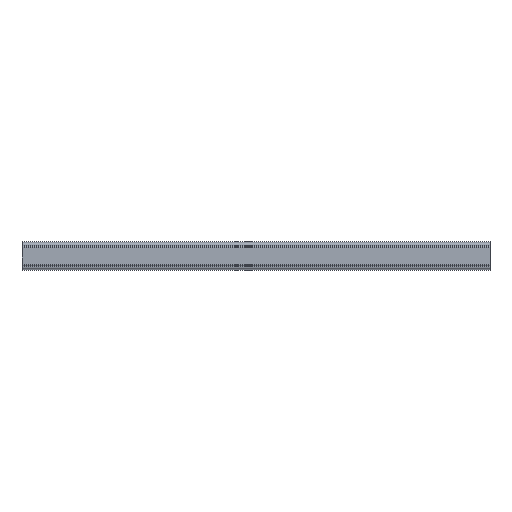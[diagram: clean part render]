
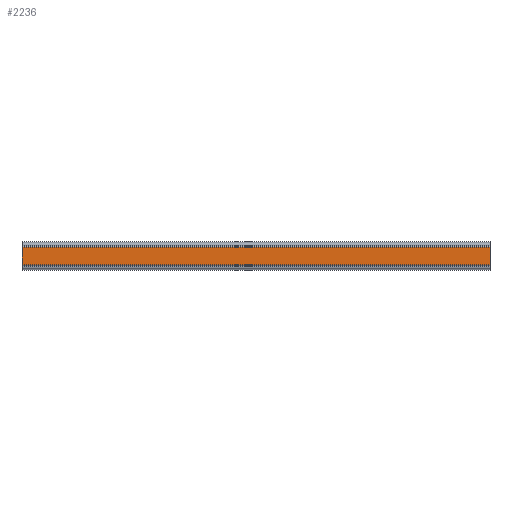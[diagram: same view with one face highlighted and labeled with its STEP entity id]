
A CAD part, top view. The second image highlights one B-rep face of the part: STEP entity #2236.
In plain terms, the highlighted planar face has unit normal (0, 0, 1).
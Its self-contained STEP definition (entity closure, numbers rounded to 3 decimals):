
#2223=AXIS2_PLACEMENT_3D('Plane Axis2P3D',#2220,#2221,#2222) ;
#476=CARTESIAN_POINT('Vertex',(0.,11.444,26.412)) ;
#479=CARTESIAN_POINT('Line Origine',(0.,30.944,26.412)) ;
#483=CARTESIAN_POINT('Vertex',(0.,50.444,26.412)) ;
#811=CARTESIAN_POINT('Vertex',(1000.,50.444,26.412)) ;
#814=CARTESIAN_POINT('Line Origine',(1000.,30.944,26.412)) ;
#818=CARTESIAN_POINT('Vertex',(1000.,11.444,26.412)) ;
#2207=CARTESIAN_POINT('Line Origine',(1000.,11.444,26.412)) ;
#2220=CARTESIAN_POINT('Axis2P3D Location',(1000.,50.444,26.412)) ;
#2225=CARTESIAN_POINT('Line Origine',(500.,50.444,26.412)) ;
#480=DIRECTION('Vector Direction',(0.,-1.,0.)) ;
#815=DIRECTION('Vector Direction',(0.,-1.,0.)) ;
#2208=DIRECTION('Vector Direction',(1.,0.,0.)) ;
#2221=DIRECTION('Axis2P3D Direction',(0.,0.,-1.)) ;
#2222=DIRECTION('Axis2P3D XDirection',(0.,1.,0.)) ;
#2226=DIRECTION('Vector Direction',(-1.,0.,0.)) ;
#481=VECTOR('Line Direction',#480,1.) ;
#816=VECTOR('Line Direction',#815,1.) ;
#2209=VECTOR('Line Direction',#2208,1.) ;
#2227=VECTOR('Line Direction',#2226,1.) ;
#2231=ORIENTED_EDGE('',*,*,#485,.T.) ;
#2232=ORIENTED_EDGE('',*,*,#2211,.F.) ;
#2233=ORIENTED_EDGE('',*,*,#820,.F.) ;
#2234=ORIENTED_EDGE('',*,*,#2229,.T.) ;
#2236=ADVANCED_FACE('V1',(#2235),#2224,.F.) ;
#485=EDGE_CURVE('',#484,#477,#482,.T.) ;
#820=EDGE_CURVE('',#812,#819,#817,.T.) ;
#2211=EDGE_CURVE('',#819,#477,#2210,.F.) ;
#2229=EDGE_CURVE('',#812,#484,#2228,.T.) ;
#2230=EDGE_LOOP('',(#2231,#2232,#2233,#2234)) ;
#2235=FACE_OUTER_BOUND('',#2230,.T.) ;
#482=LINE('Line',#479,#481) ;
#817=LINE('Line',#814,#816) ;
#2210=LINE('Line',#2207,#2209) ;
#2228=LINE('Line',#2225,#2227) ;
#2224=PLANE('',#2223) ;
#477=VERTEX_POINT('',#476) ;
#484=VERTEX_POINT('',#483) ;
#812=VERTEX_POINT('',#811) ;
#819=VERTEX_POINT('',#818) ;
